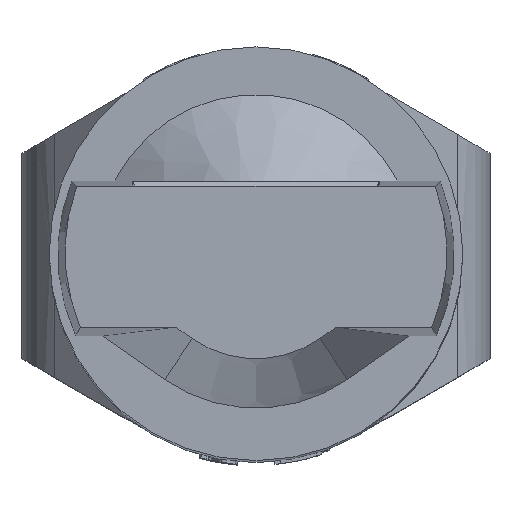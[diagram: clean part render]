
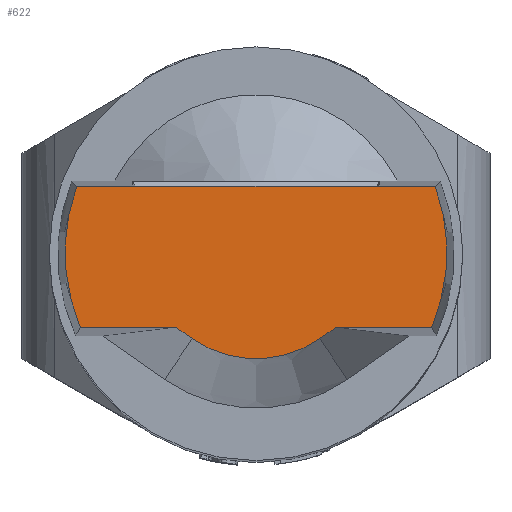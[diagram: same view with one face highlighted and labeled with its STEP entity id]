
A CAD part, top view. The second image highlights one B-rep face of the part: STEP entity #622.
In plain terms, the highlighted planar face has unit normal (0, 0, 1).
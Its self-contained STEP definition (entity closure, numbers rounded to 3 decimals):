
#442=CIRCLE('',#3813,5.938);
#443=CIRCLE('',#3817,10.2);
#444=CIRCLE('',#3818,10.2);
#622=ADVANCED_FACE('',(#919),#737,.T.);
#737=PLANE('',#3819);
#919=FACE_OUTER_BOUND('',#1129,.T.);
#1129=EDGE_LOOP('',(#2099,#2100,#2101,#2102,#2103,#2104,#2105,#2106));
#2099=ORIENTED_EDGE('',*,*,#2982,.T.);
#2100=ORIENTED_EDGE('',*,*,#2985,.F.);
#2101=ORIENTED_EDGE('',*,*,#2972,.T.);
#2102=ORIENTED_EDGE('',*,*,#2986,.F.);
#2103=ORIENTED_EDGE('',*,*,#2969,.T.);
#2104=ORIENTED_EDGE('',*,*,#2987,.T.);
#2105=ORIENTED_EDGE('',*,*,#2976,.F.);
#2106=ORIENTED_EDGE('',*,*,#2988,.T.);
#2478=VERTEX_POINT('',#6851);
#2479=VERTEX_POINT('',#6853);
#2480=VERTEX_POINT('',#6857);
#2481=VERTEX_POINT('',#6859);
#2482=VERTEX_POINT('',#6886);
#2483=VERTEX_POINT('',#6888);
#2488=VERTEX_POINT('',#6909);
#2489=VERTEX_POINT('',#6910);
#2969=EDGE_CURVE('',#2479,#2478,#3238,.T.);
#2972=EDGE_CURVE('',#2481,#2480,#442,.T.);
#2976=EDGE_CURVE('',#2482,#2483,#3242,.T.);
#2982=EDGE_CURVE('',#2488,#2489,#3247,.T.);
#2985=EDGE_CURVE('',#2481,#2489,#3249,.T.);
#2986=EDGE_CURVE('',#2479,#2480,#3250,.T.);
#2987=EDGE_CURVE('',#2478,#2483,#443,.T.);
#2988=EDGE_CURVE('',#2482,#2488,#444,.T.);
#3238=LINE('',#6852,#3554);
#3242=LINE('',#6887,#3558);
#3247=LINE('',#6908,#3563);
#3249=LINE('',#6920,#3565);
#3250=LINE('',#6921,#3566);
#3554=VECTOR('',#4590,1.);
#3558=VECTOR('',#4600,1.);
#3563=VECTOR('',#4607,1.);
#3565=VECTOR('',#4611,1.);
#3566=VECTOR('',#4612,1.);
#3813=AXIS2_PLACEMENT_3D('',#6858,#4595,#4596);
#3817=AXIS2_PLACEMENT_3D('',#6922,#4613,#4614);
#3818=AXIS2_PLACEMENT_3D('',#6923,#4615,#4616);
#3819=AXIS2_PLACEMENT_3D('',#6924,#4617,#4618);
#4590=DIRECTION('',(1.,0.,0.));
#4595=DIRECTION('',(0.,0.,1.));
#4596=DIRECTION('',(1.,0.,0.));
#4600=DIRECTION('',(1.,0.,0.));
#4607=DIRECTION('',(1.,0.,0.));
#4611=DIRECTION('',(-0.819,0.574,0.));
#4612=DIRECTION('',(-0.819,-0.574,0.));
#4613=DIRECTION('',(0.,0.,1.));
#4614=DIRECTION('',(1.,0.,0.));
#4615=DIRECTION('',(0.,0.,1.));
#4616=DIRECTION('',(1.,0.,0.));
#4617=DIRECTION('',(0.,0.,1.));
#4618=DIRECTION('',(1.,0.,0.));
#6851=CARTESIAN_POINT('',(9.383,-4.,40.93));
#6852=CARTESIAN_POINT('',(-10.2,-4.,40.93));
#6853=CARTESIAN_POINT('',(4.282,-4.,40.93));
#6857=CARTESIAN_POINT('',(3.406,-4.614,40.93));
#6858=CARTESIAN_POINT('',(0.,0.25,40.93));
#6859=CARTESIAN_POINT('',(-3.406,-4.614,40.93));
#6886=CARTESIAN_POINT('',(-9.581,3.5,40.93));
#6887=CARTESIAN_POINT('',(-10.2,3.5,40.93));
#6888=CARTESIAN_POINT('',(9.581,3.5,40.93));
#6908=CARTESIAN_POINT('',(-9.383,-4.,40.93));
#6909=CARTESIAN_POINT('',(-9.383,-4.,40.93));
#6910=CARTESIAN_POINT('',(-4.282,-4.,40.93));
#6920=CARTESIAN_POINT('',(-8.253,-1.22,40.93));
#6921=CARTESIAN_POINT('',(-3.137,-9.195,40.93));
#6922=CARTESIAN_POINT('',(0.,0.,40.93));
#6923=CARTESIAN_POINT('',(0.,0.,40.93));
#6924=CARTESIAN_POINT('',(-10.2,-4.,40.93));
